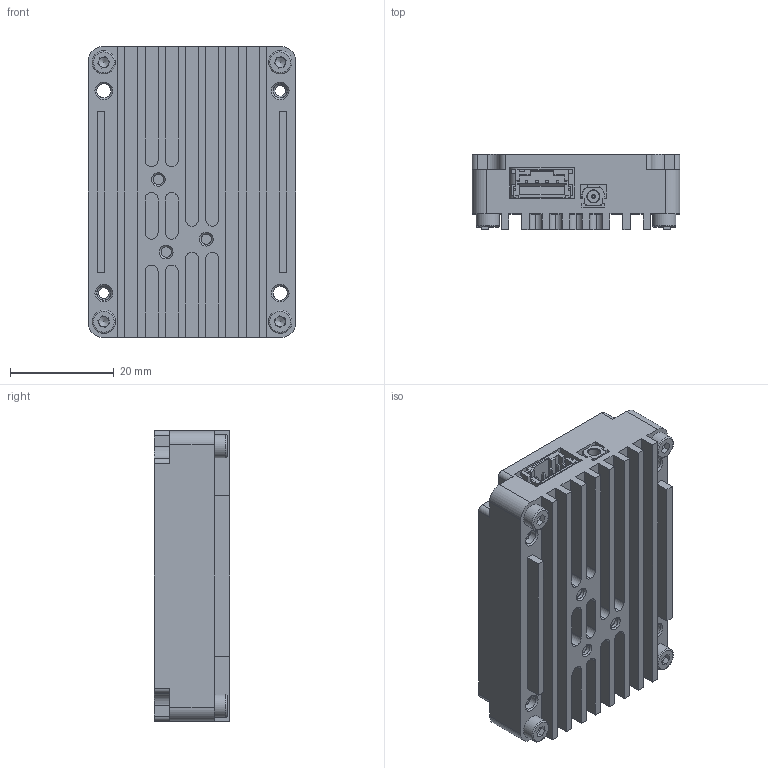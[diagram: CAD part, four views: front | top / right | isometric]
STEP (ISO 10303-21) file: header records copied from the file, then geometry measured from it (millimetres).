
FILE_DESCRIPTION (( 'STEP AP203' ), '1' );
FILE_NAME ('WFA-02 SB1 (òåëî)-â2.STEP', '2024-03-20T10:15:25', ( '' ), ( '' ), 'SwSTEP 2.0', 'SolidWorks 2022', '' );
FILE_SCHEMA (( 'CONFIG_CONTROL_DESIGN' ));
Length unit declared in the file: millimetre
Products named in the file (1): WFA-02 SB1 (тело)-в2
Bounding box: 40 x 14.5 x 56 mm (x, y, z)
Volume: 27335 mm3; surface area: 11137.8 mm2
Topology: 1 solids, 5 shells, 584 faces, 1525 edges, 987 vertices
Faces by surface type: plane 386, cylinder 126, cone 64, torus 8
Full cylindrical faces by diameter (mm): 2.05 x9, 2.3 x2, 2.5 x4, 2.7 x8, 2.8 x10, 4.5 x4
Entity records: 17232 total; most frequent: CARTESIAN_POINT 3094, DIRECTION 2885, ORIENTED_EDGE 2808, EDGE_CURVE 1404, LINE 997, VECTOR 997, VERTEX_POINT 961, AXIS2_PLACEMENT_3D 944
